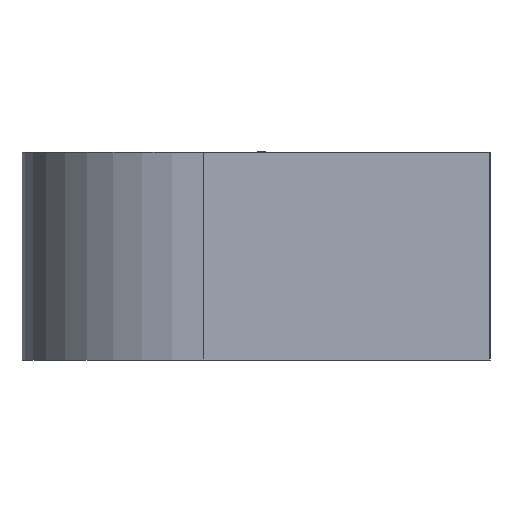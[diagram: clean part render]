
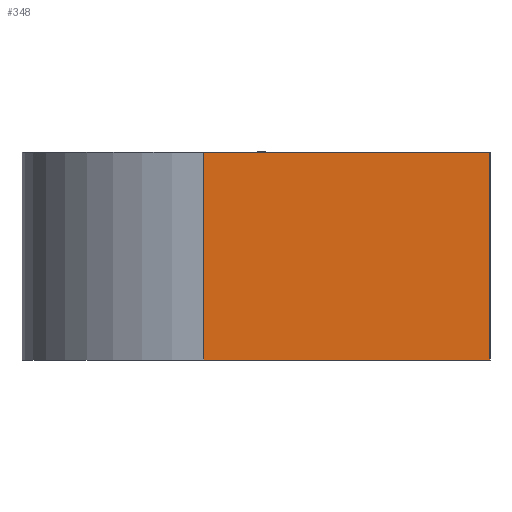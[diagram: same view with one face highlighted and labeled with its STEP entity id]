
A CAD part, left-side view. The second image highlights one B-rep face of the part: STEP entity #348.
In plain terms, the highlighted planar face has unit normal (-1, 0, 0).
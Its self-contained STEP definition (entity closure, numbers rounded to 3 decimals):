
#29=PLANE('',#404);
#48=FACE_OUTER_BOUND('',#69,.T.);
#69=EDGE_LOOP('',(#274,#275,#276,#277));
#104=LINE('',#589,#127);
#105=LINE('',#591,#128);
#106=LINE('',#593,#129);
#107=LINE('',#594,#130);
#127=VECTOR('',#487,1000.);
#128=VECTOR('',#488,1000.);
#129=VECTOR('',#489,1000.);
#130=VECTOR('',#490,1000.);
#181=VERTEX_POINT('',#587);
#182=VERTEX_POINT('',#588);
#183=VERTEX_POINT('',#590);
#184=VERTEX_POINT('',#592);
#220=EDGE_CURVE('',#181,#182,#104,.T.);
#221=EDGE_CURVE('',#183,#181,#105,.T.);
#222=EDGE_CURVE('',#183,#184,#106,.T.);
#223=EDGE_CURVE('',#184,#182,#107,.T.);
#274=ORIENTED_EDGE('',*,*,#220,.F.);
#275=ORIENTED_EDGE('',*,*,#221,.F.);
#276=ORIENTED_EDGE('',*,*,#222,.T.);
#277=ORIENTED_EDGE('',*,*,#223,.T.);
#348=ADVANCED_FACE('',(#48),#29,.T.);
#404=AXIS2_PLACEMENT_3D('',#586,#485,#486);
#485=DIRECTION('center_axis',(-1.,0.,0.));
#486=DIRECTION('ref_axis',(0.,-1.,0.));
#487=DIRECTION('',(0.,-1.,0.));
#488=DIRECTION('',(0.,0.,1.));
#489=DIRECTION('',(0.,-1.,0.));
#490=DIRECTION('',(0.,0.,1.));
#586=CARTESIAN_POINT('Origin',(-60.,0.,-20.));
#587=CARTESIAN_POINT('',(-60.,-27.5,0.));
#588=CARTESIAN_POINT('',(-60.,-55.,0.));
#589=CARTESIAN_POINT('',(-60.,0.,0.));
#590=CARTESIAN_POINT('',(-60.,-27.5,-20.));
#591=CARTESIAN_POINT('',(-60.,-27.5,-143.111));
#592=CARTESIAN_POINT('',(-60.,-55.,-20.));
#593=CARTESIAN_POINT('',(-60.,0.,-20.));
#594=CARTESIAN_POINT('',(-60.,-55.,-20.));
